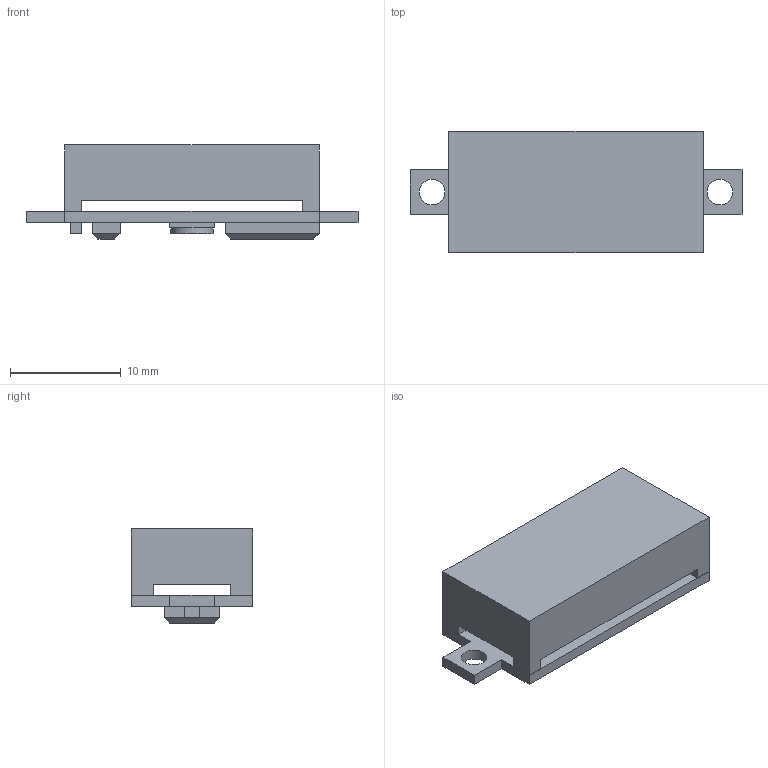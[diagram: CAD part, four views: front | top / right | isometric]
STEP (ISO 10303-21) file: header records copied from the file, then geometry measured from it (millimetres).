
FILE_DESCRIPTION(/* description */ (''),/* implementation_level */ '2;1');
FILE_NAME(/* name */ 'voltmeter.step',/* time_stamp */ '2024-06-22T15:18:41+09:00',/* author */ (''),/* organization */ (''),/* preprocessor_version */ 'ST-DEVELOPER v20',/* originating_system */ 'Autodesk Translation Framework v13.14.0.145',/* authorisation */ '');
FILE_SCHEMA (('AUTOMOTIVE_DESIGN { 1 0 10303 214 3 1 1 }'));
Length unit declared in the file: millimetre
Products named in the file (1): 電圧計
Bounding box: 30 x 11 x 8.5 mm (x, y, z)
Volume: 1628 mm3; surface area: 1730.6 mm2
Topology: 7 solids, 7 shells, 104 faces, 244 edges, 153 vertices
Faces by surface type: plane 77, cylinder 19, bspline 4, torus 4
Full cylindrical faces by diameter (mm): 2.3 x2, 3.8 x1
Entity records: 3020 total; most frequent: CARTESIAN_POINT 534, DIRECTION 499, ORIENTED_EDGE 488, EDGE_CURVE 244, LINE 191, VECTOR 191, AXIS2_PLACEMENT_3D 154, VERTEX_POINT 153
